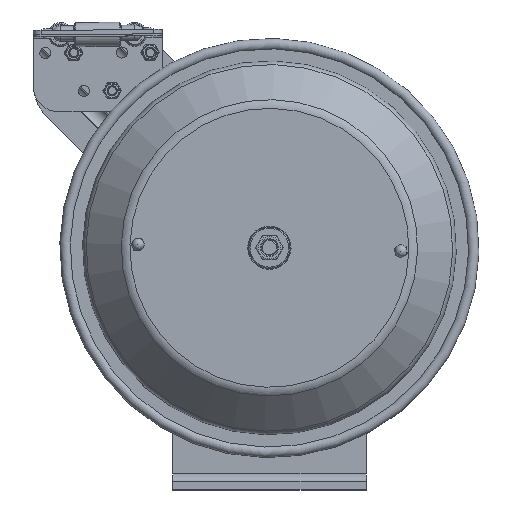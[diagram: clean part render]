
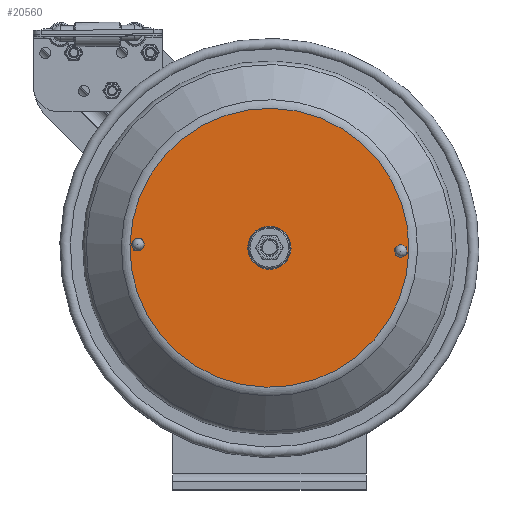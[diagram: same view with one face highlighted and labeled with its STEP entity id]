
A CAD part, top view. The second image highlights one B-rep face of the part: STEP entity #20560.
In plain terms, the highlighted planar face has unit normal (0, 0, 1).
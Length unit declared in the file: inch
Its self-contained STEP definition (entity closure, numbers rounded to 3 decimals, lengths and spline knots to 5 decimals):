
#751=FACE_BOUND('',#4226,.T.);
#752=FACE_BOUND('',#4227,.T.);
#753=FACE_BOUND('',#4228,.T.);
#1984=CIRCLE('',#22927,4.325);
#1985=CIRCLE('',#22928,4.325);
#1987=CIRCLE('',#22931,0.67);
#1988=CIRCLE('',#22932,0.67);
#1989=CIRCLE('',#22933,0.11);
#1990=CIRCLE('',#22934,0.11);
#3168=FACE_OUTER_BOUND('',#4225,.T.);
#4225=EDGE_LOOP('',(#17950,#17951));
#4226=EDGE_LOOP('',(#17952,#17953));
#4227=EDGE_LOOP('',(#17954));
#4228=EDGE_LOOP('',(#17955));
#9759=VERTEX_POINT('',#36592);
#9760=VERTEX_POINT('',#36593);
#9761=VERTEX_POINT('',#36598);
#9762=VERTEX_POINT('',#36599);
#9763=VERTEX_POINT('',#36602);
#9764=VERTEX_POINT('',#36604);
#12944=EDGE_CURVE('',#9759,#9760,#1984,.T.);
#12945=EDGE_CURVE('',#9760,#9759,#1985,.T.);
#12947=EDGE_CURVE('',#9761,#9762,#1987,.T.);
#12948=EDGE_CURVE('',#9762,#9761,#1988,.T.);
#12949=EDGE_CURVE('',#9763,#9763,#1989,.T.);
#12950=EDGE_CURVE('',#9764,#9764,#1990,.T.);
#17950=ORIENTED_EDGE('',*,*,#12944,.T.);
#17951=ORIENTED_EDGE('',*,*,#12945,.T.);
#17952=ORIENTED_EDGE('',*,*,#12947,.F.);
#17953=ORIENTED_EDGE('',*,*,#12948,.F.);
#17954=ORIENTED_EDGE('',*,*,#12949,.T.);
#17955=ORIENTED_EDGE('',*,*,#12950,.T.);
#18792=PLANE('',#22930);
#20560=ADVANCED_FACE('',(#3168,#751,#752,#753),#18792,.T.);
#22927=AXIS2_PLACEMENT_3D('',#36594,#28695,#28696);
#22928=AXIS2_PLACEMENT_3D('',#36595,#28697,#28698);
#22930=AXIS2_PLACEMENT_3D('',#36597,#28701,#28702);
#22931=AXIS2_PLACEMENT_3D('',#36600,#28703,#28704);
#22932=AXIS2_PLACEMENT_3D('',#36601,#28705,#28706);
#22933=AXIS2_PLACEMENT_3D('',#36603,#28707,#28708);
#22934=AXIS2_PLACEMENT_3D('',#36605,#28709,#28710);
#28695=DIRECTION('center_axis',(0.,0.,
1.));
#28696=DIRECTION('ref_axis',(1.,-0.025,0.));
#28697=DIRECTION('center_axis',(0.,0.,
1.));
#28698=DIRECTION('ref_axis',(1.,-0.025,0.));
#28701=DIRECTION('center_axis',(0.,0.,
1.));
#28702=DIRECTION('ref_axis',(0.025,1.,0.));
#28703=DIRECTION('center_axis',(0.,0.,
1.));
#28704=DIRECTION('ref_axis',(1.,-0.025,0.));
#28705=DIRECTION('center_axis',(0.,0.,
1.));
#28706=DIRECTION('ref_axis',(1.,-0.025,0.));
#28707=DIRECTION('center_axis',(0.,0.,
-1.));
#28708=DIRECTION('ref_axis',(-1.,0.025,0.));
#28709=DIRECTION('center_axis',(0.,0.,
-1.));
#28710=DIRECTION('ref_axis',(-1.,0.025,0.));
#36592=CARTESIAN_POINT('',(4.32368,-0.10681,6.6361));
#36593=CARTESIAN_POINT('',(-0.10681,-4.32368,6.6361));
#36594=CARTESIAN_POINT('Origin',(0.,0.,
6.6361));
#36595=CARTESIAN_POINT('Origin',(0.,0.,
6.6361));
#36597=CARTESIAN_POINT('Origin',(2.49674,-0.06168,6.6361));
#36598=CARTESIAN_POINT('',(0.6698,-0.01655,6.6361));
#36599=CARTESIAN_POINT('',(-0.6698,0.01655,6.6361));
#36600=CARTESIAN_POINT('Origin',(0.,0.,
6.6361));
#36601=CARTESIAN_POINT('Origin',(0.,0.,
6.6361));
#36602=CARTESIAN_POINT('',(3.96379,-0.09792,6.6361));
#36603=CARTESIAN_POINT('Origin',(4.07376,-0.10064,6.6361));
#36604=CARTESIAN_POINT('',(-4.18372,0.10335,6.6361));
#36605=CARTESIAN_POINT('Origin',(-4.07376,0.10064,6.6361));
